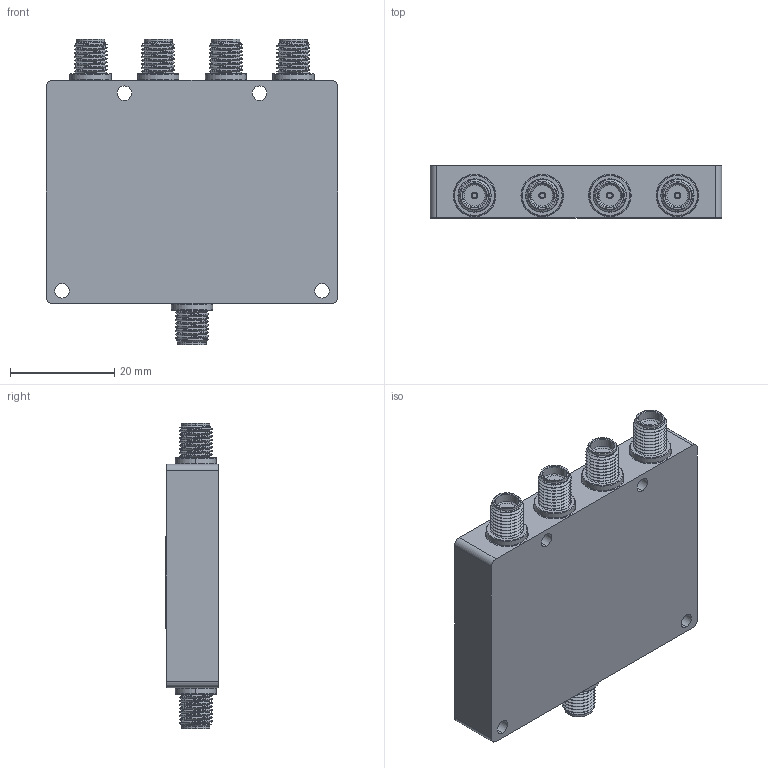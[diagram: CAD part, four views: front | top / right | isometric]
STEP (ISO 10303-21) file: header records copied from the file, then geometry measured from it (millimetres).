
FILE_DESCRIPTION (( 'STEP AP203' ), '1' );
FILE_NAME ('PE20DV018.step', '2019-02-22T19:39:05', ( '' ), ( '' ), 'SwSTEP 2.0', 'SolidWorks 2017', '' );
FILE_SCHEMA (( 'CONFIG_CONTROL_DESIGN' ));
Length unit declared in the file: inch
Products named in the file (1): PE20DV018
Bounding box: 56 x 10.05 x 58.75 mm (x, y, z)
Volume: 24845.5 mm3; surface area: 8761.9 mm2
Topology: 1 solids, 1 shells, 580 faces, 1504 edges, 986 vertices
Faces by surface type: plane 208, cylinder 176, bspline 141, cone 35, torus 20
Entity records: 31158 total; most frequent: CARTESIAN_POINT 18316, ORIENTED_EDGE 3008, DIRECTION 2094, EDGE_CURVE 1504, VERTEX_POINT 986, VECTOR 770, LINE 770, AXIS2_PLACEMENT_3D 662
